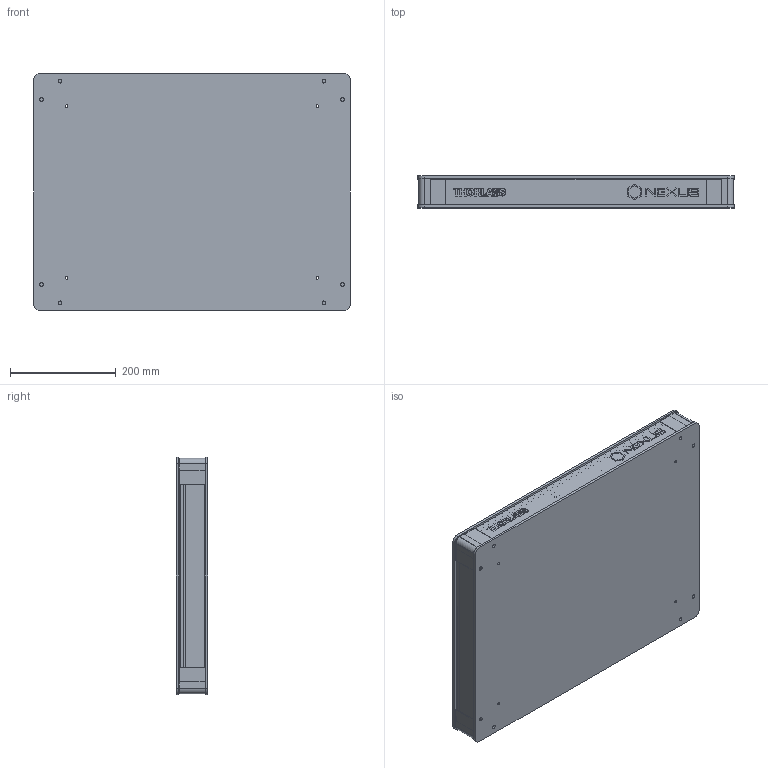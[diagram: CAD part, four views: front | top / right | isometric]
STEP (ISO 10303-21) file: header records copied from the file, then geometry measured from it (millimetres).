
FILE_DESCRIPTION(/* description */ (''),/* implementation_level */ '2;1');
FILE_NAME(/* name */ 'Breadboard (B4560A).step',/* time_stamp */ '2024-06-17T21:10:48-04:00',/* author */ (''),/* organization */ (''),/* preprocessor_version */ 'ST-DEVELOPER v20',/* originating_system */ 'Autodesk Translation Framework v12.20.1.177',/* authorisation */ '');
FILE_SCHEMA (('AUTOMOTIVE_DESIGN { 1 0 10303 214 3 1 1 }'));
Length unit declared in the file: millimetre
Products named in the file (30): Breadboard (B4560A); 107400 - Breadboard Top Skin_107400-04; Component20; Entire Breadboard - top; 107561 - Breadboard Base Skin 450 x 600; Component28; 107501 - Side Panel 450 x 60mm Breadboard; C Section^107501 - Side Panel 450 x 60mm Breadboard; Component32; Sealing Strip^107501 - Side Panel 450 x 60mm Breadboard; Component27; End Cap^107501 - Side Panel 450 x 60mm Breadboard; Component25; 107502 - Side Panel 600 x 60mm Breadboard; C Section^107502 - Side Panel 600 x 60mm Breadboard; Component39; Sealing Strip^107502 - Side Panel 600 x 60mm Breadboard; Component65; End Cap^107502 - Side Panel 600 x 60mm Breadboard; Component23; 107440 - Printed Desktop 49mm Width_107440-01 - 600mm Breadboard; 107461 - Desktop Roll Cut to 49mm_METRIC - 900mm Breadboard; Component49; 107435 - Corner Angle 60mm Breadboard; Component17; 107461 - Desktop Roll Cut to 49mm_METRIC - 450mm Breadboard; Component16; FE0053 - 50mm Width Core_METRIC - 600mm Breadboard; Component18; Component21
Assembly tree (53 placements, depth 5):
  Breadboard (B4560A)
    107400 - Breadboard Top Skin_107400-04
      Component20
    Entire Breadboard - top
      107561 - Breadboard Base Skin 450 x 600
        Component28
      107501 - Side Panel 450 x 60mm Breadboard  x2
        C Section^107501 - Side Panel 450 x 60mm Breadboard
          Component32
        Sealing Strip^107501 - Side Panel 450 x 60mm Breadboard
          Component27
        End Cap^107501 - Side Panel 450 x 60mm Breadboard
          Component25
      107502 - Side Panel 600 x 60mm Breadboard  x2
        C Section^107502 - Side Panel 600 x 60mm Breadboard
          Component39
        Sealing Strip^107502 - Side Panel 600 x 60mm Breadboard
          Component65
        End Cap^107502 - Side Panel 600 x 60mm Breadboard
          Component23
      FE0053 - 50mm Width Core_METRIC - 600mm Breadboard  x16
        Component18
        Component21
      107440 - Printed Desktop 49mm Width_107440-01 - 600mm Breadboard  x2
        107461 - Desktop Roll Cut to 49mm_METRIC - 900mm Breadboard
          Component49
      107435 - Corner Angle 60mm Breadboard  x4
        Component17
      107461 - Desktop Roll Cut to 49mm_METRIC - 450mm Breadboard  x2
        Component16
Bounding box: 600 x 60 x 450 mm (x, y, z)
Volume: 3499853.6 mm3; surface area: 4163068.5 mm2
Topology: 58 solids, 58 shells, 3124 faces, 8726 edges, 5764 vertices
Faces by surface type: plane 2356, cylinder 764, bspline 4
Full cylindrical faces by diameter (mm): 5 x436, 7 x8, 10 x68
Entity records: 37324 total; most frequent: DIRECTION 6443, CARTESIAN_POINT 6068, ORIENTED_EDGE 5922, EDGE_CURVE 2961, AXIS2_PLACEMENT_3D 2341, EDGE_LOOP 2063, VERTEX_POINT 1950, LINE 1761
